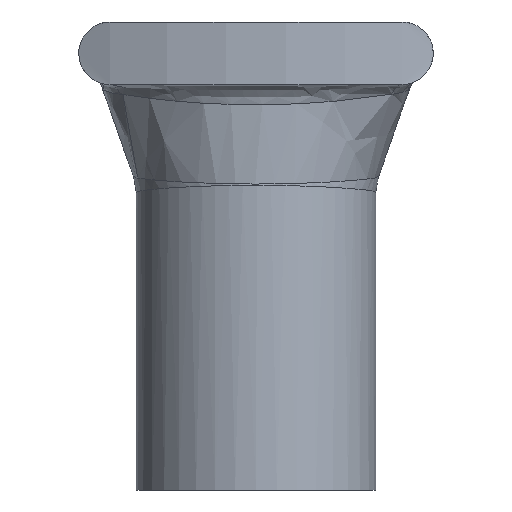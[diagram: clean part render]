
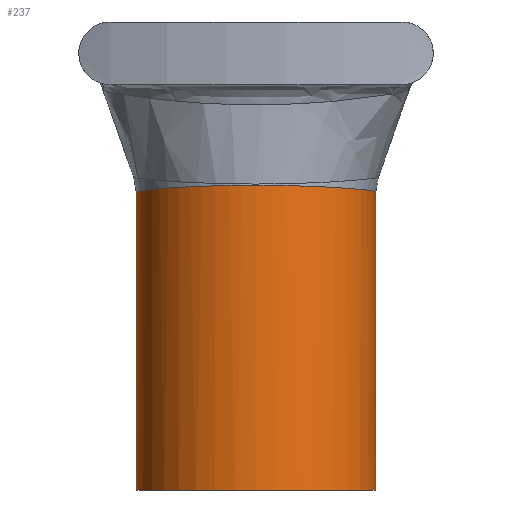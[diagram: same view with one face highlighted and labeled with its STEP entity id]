
A CAD part, front view. The second image highlights one B-rep face of the part: STEP entity #237.
In plain terms, the highlighted cylindrical face has radius 5.75 mm (diameter 11.5 mm), a partial arc.
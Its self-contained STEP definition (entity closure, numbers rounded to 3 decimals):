
#193 = CARTESIAN_POINT ( 'NONE',  ( 0.938, -5.676, 14.617 ) ) ;
#228 = B_SPLINE_CURVE_WITH_KNOTS ( 'NONE', 3,
 ( #6571, #922, #6433, #3057, #4523, #5925, #3144, #5202, #5118, #3703, #7293, #7249, #372, #4390, #2243, #5027, #7892, #7934, #7804, #880, #7981, #2378, #3661, #193, #1654, #4435, #238, #2973, #5748, #7850, #5836, #2286, #5070, #1612, #5161, #1695, #3196, #4659, #1783, #7429, #4707, #3504, #6753, #1923, #2608, #2512, #1825, #6917, #3453, #4188, #8069, #8116 ),
 .UNSPECIFIED., .F., .F.,
 ( 4, 2, 2, 2, 2, 2, 2, 2, 2, 2, 2, 2, 2, 2, 2, 2, 2, 2, 2, 2, 2, 2, 2, 2, 2, 4 ),
 ( 0.001, 0.002, 0.003, 0.003, 0.004, 0.004, 0.005, 0.006, 0.007, 0.008, 0.009, 0.009, 0.01, 0.011, 0.011, 0.012, 0.013, 0.014, 0.015, 0.015, 0.016, 0.017, 0.018, 0.019, 0.019, 0.02 ),
 .UNSPECIFIED. ) ;
#237 = ADVANCED_FACE ( 'NONE', ( #4942 ), #5071, .T. ) ;
#238 = CARTESIAN_POINT ( 'NONE',  ( 0.191, -5.75, 14.611 ) ) ;
#372 = CARTESIAN_POINT ( 'NONE',  ( 4.883, -3.043, 14.428 ) ) ;
#389 = CARTESIAN_POINT ( 'NONE',  ( 5.75, 0., 14.315 ) ) ;
#768 = ORIENTED_EDGE ( 'NONE', *, *, #2545, .T. ) ;
#880 = CARTESIAN_POINT ( 'NONE',  ( 2.028, -5.384, 14.586 ) ) ;
#922 = CARTESIAN_POINT ( 'NONE',  ( 5.75, -0.188, 14.29 ) ) ;
#1053 = EDGE_CURVE ( 'NONE', #3131, #2761, #6264, .T. ) ;
#1310 = CARTESIAN_POINT ( 'NONE',  ( 5.75, 0., 14.65 ) ) ;
#1519 = DIRECTION ( 'NONE',  ( 0., 0., -1. ) ) ;
#1612 = CARTESIAN_POINT ( 'NONE',  ( -2.551, -5.167, 14.573 ) ) ;
#1654 = CARTESIAN_POINT ( 'NONE',  ( 0.753, -5.704, 14.618 ) ) ;
#1683 = DIRECTION ( 'NONE',  ( 0., 0., 1. ) ) ;
#1695 = CARTESIAN_POINT ( 'NONE',  ( -3.348, -4.679, 14.536 ) ) ;
#1783 = CARTESIAN_POINT ( 'NONE',  ( -3.931, -4.201, 14.502 ) ) ;
#1825 = CARTESIAN_POINT ( 'NONE',  ( -5.601, -1.313, 14.346 ) ) ;
#1866 = ORIENTED_EDGE ( 'NONE', *, *, #2674, .T. ) ;
#1923 = CARTESIAN_POINT ( 'NONE',  ( -5.382, -2.033, 14.376 ) ) ;
#2243 = CARTESIAN_POINT ( 'NONE',  ( 4.33, -3.802, 14.476 ) ) ;
#2286 = CARTESIAN_POINT ( 'NONE',  ( -1.491, -5.566, 14.606 ) ) ;
#2378 = CARTESIAN_POINT ( 'NONE',  ( 1.487, -5.558, 14.603 ) ) ;
#2512 = CARTESIAN_POINT ( 'NONE',  ( -5.555, -1.497, 14.352 ) ) ;
#2545 = EDGE_CURVE ( 'NONE', #3131, #3914, #228, .T. ) ;
#2608 = CARTESIAN_POINT ( 'NONE',  ( -5.445, -1.857, 14.367 ) ) ;
#2674 = EDGE_CURVE ( 'NONE', #3914, #7193, #8163, .T. ) ;
#2761 = VERTEX_POINT ( 'NONE', #2946 ) ;
#2946 = CARTESIAN_POINT ( 'NONE',  ( 5.75, 0., 0. ) ) ;
#2973 = CARTESIAN_POINT ( 'NONE',  ( -0.189, -5.75, 14.611 ) ) ;
#3057 = CARTESIAN_POINT ( 'NONE',  ( 5.703, -0.756, 14.299 ) ) ;
#3131 = VERTEX_POINT ( 'NONE', #389 ) ;
#3144 = CARTESIAN_POINT ( 'NONE',  ( 5.555, -1.498, 14.352 ) ) ;
#3184 = VECTOR ( 'NONE', #4086, 1000. ) ;
#3196 = CARTESIAN_POINT ( 'NONE',  ( -3.498, -4.567, 14.527 ) ) ;
#3453 = CARTESIAN_POINT ( 'NONE',  ( -5.703, -0.756, 14.299 ) ) ;
#3504 = CARTESIAN_POINT ( 'NONE',  ( -4.985, -2.89, 14.418 ) ) ;
#3624 = CIRCLE ( 'NONE', #4201, 5.75 ) ;
#3661 = CARTESIAN_POINT ( 'NONE',  ( 1.305, -5.603, 14.61 ) ) ;
#3703 = CARTESIAN_POINT ( 'NONE',  ( 5.238, -2.379, 14.392 ) ) ;
#3764 = AXIS2_PLACEMENT_3D ( 'NONE', #6523, #1519, #4345 ) ;
#3914 = VERTEX_POINT ( 'NONE', #8472 ) ;
#4086 = DIRECTION ( 'NONE',  ( 0., 0., -1. ) ) ;
#4188 = CARTESIAN_POINT ( 'NONE',  ( -5.741, -0.379, 14.284 ) ) ;
#4201 = AXIS2_PLACEMENT_3D ( 'NONE', #8649, #1683, #6464 ) ;
#4345 = DIRECTION ( 'NONE',  ( -1., 0., 0. ) ) ;
#4390 = CARTESIAN_POINT ( 'NONE',  ( 4.568, -3.513, 14.457 ) ) ;
#4435 = CARTESIAN_POINT ( 'NONE',  ( 0.379, -5.741, 14.615 ) ) ;
#4523 = CARTESIAN_POINT ( 'NONE',  ( 5.675, -0.943, 14.316 ) ) ;
#4659 = CARTESIAN_POINT ( 'NONE',  ( -3.79, -4.328, 14.51 ) ) ;
#4707 = CARTESIAN_POINT ( 'NONE',  ( -4.567, -3.513, 14.457 ) ) ;
#4857 = EDGE_LOOP ( 'NONE', ( #4995, #768, #1866, #5306 ) ) ;
#4942 = FACE_OUTER_BOUND ( 'NONE', #4857, .T. ) ;
#4995 = ORIENTED_EDGE ( 'NONE', *, *, #1053, .F. ) ;
#5027 = CARTESIAN_POINT ( 'NONE',  ( 3.8, -4.332, 14.51 ) ) ;
#5070 = CARTESIAN_POINT ( 'NONE',  ( -1.85, -5.457, 14.59 ) ) ;
#5071 = CYLINDRICAL_SURFACE ( 'NONE', #3764, 5.75 ) ;
#5118 = CARTESIAN_POINT ( 'NONE',  ( 5.382, -2.034, 14.376 ) ) ;
#5161 = CARTESIAN_POINT ( 'NONE',  ( -2.881, -4.99, 14.561 ) ) ;
#5202 = CARTESIAN_POINT ( 'NONE',  ( 5.445, -1.857, 14.367 ) ) ;
#5306 = ORIENTED_EDGE ( 'NONE', *, *, #7515, .T. ) ;
#5748 = CARTESIAN_POINT ( 'NONE',  ( -0.379, -5.741, 14.615 ) ) ;
#5836 = CARTESIAN_POINT ( 'NONE',  ( -0.94, -5.676, 14.617 ) ) ;
#5925 = CARTESIAN_POINT ( 'NONE',  ( 5.601, -1.314, 14.346 ) ) ;
#6264 = LINE ( 'NONE', #1310, #3184 ) ;
#6433 = CARTESIAN_POINT ( 'NONE',  ( 5.741, -0.379, 14.284 ) ) ;
#6464 = DIRECTION ( 'NONE',  ( 1., 0., 0. ) ) ;
#6523 = CARTESIAN_POINT ( 'NONE',  ( 0., 0., 14.65 ) ) ;
#6571 = CARTESIAN_POINT ( 'NONE',  ( 5.75, 0., 14.315 ) ) ;
#6753 = CARTESIAN_POINT ( 'NONE',  ( -5.166, -2.553, 14.401 ) ) ;
#6917 = CARTESIAN_POINT ( 'NONE',  ( -5.675, -0.942, 14.316 ) ) ;
#7193 = VERTEX_POINT ( 'NONE', #8208 ) ;
#7249 = CARTESIAN_POINT ( 'NONE',  ( 4.981, -2.88, 14.419 ) ) ;
#7293 = CARTESIAN_POINT ( 'NONE',  ( 5.158, -2.548, 14.401 ) ) ;
#7429 = CARTESIAN_POINT ( 'NONE',  ( -4.33, -3.802, 14.476 ) ) ;
#7515 = EDGE_CURVE ( 'NONE', #7193, #2761, #3624, .T. ) ;
#7804 = CARTESIAN_POINT ( 'NONE',  ( 2.55, -5.168, 14.573 ) ) ;
#7850 = CARTESIAN_POINT ( 'NONE',  ( -0.754, -5.703, 14.618 ) ) ;
#7892 = CARTESIAN_POINT ( 'NONE',  ( 3.504, -4.574, 14.528 ) ) ;
#7934 = CARTESIAN_POINT ( 'NONE',  ( 2.88, -4.991, 14.561 ) ) ;
#7973 = VECTOR ( 'NONE', #8748, 1000. ) ;
#7981 = CARTESIAN_POINT ( 'NONE',  ( 1.848, -5.448, 14.591 ) ) ;
#8069 = CARTESIAN_POINT ( 'NONE',  ( -5.75, -0.188, 14.289 ) ) ;
#8116 = CARTESIAN_POINT ( 'NONE',  ( -5.75, 0., 14.316 ) ) ;
#8163 = LINE ( 'NONE', #9009, #7973 ) ;
#8208 = CARTESIAN_POINT ( 'NONE',  ( -5.75, 0., 0. ) ) ;
#8472 = CARTESIAN_POINT ( 'NONE',  ( -5.75, 0., 14.316 ) ) ;
#8649 = CARTESIAN_POINT ( 'NONE',  ( 0., 0., 0. ) ) ;
#8748 = DIRECTION ( 'NONE',  ( 0., 0., -1. ) ) ;
#9009 = CARTESIAN_POINT ( 'NONE',  ( -5.75, 0., 14.65 ) ) ;
